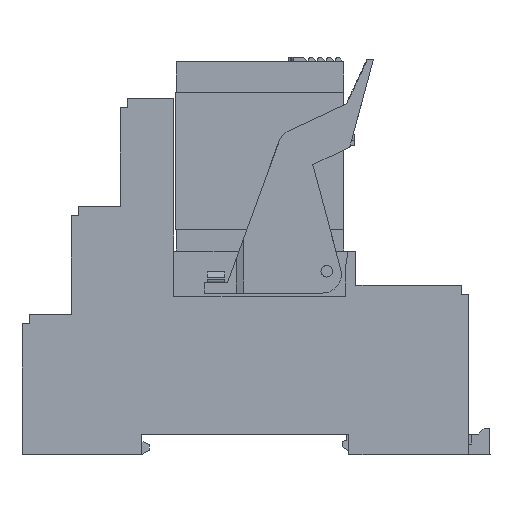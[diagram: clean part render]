
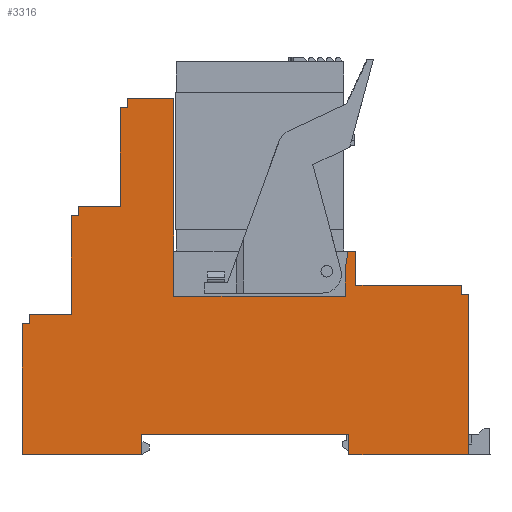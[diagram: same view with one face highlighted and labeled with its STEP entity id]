
A CAD part, left-side view. The second image highlights one B-rep face of the part: STEP entity #3316.
In plain terms, the highlighted planar face has unit normal (-1, 0, 0).
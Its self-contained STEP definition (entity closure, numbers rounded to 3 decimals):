
#3215=AXIS2_PLACEMENT_3D('Plane Axis2P3D',#3212,#3213,#3214) ;
#436=CARTESIAN_POINT('Vertex',(0.,59.75,0.)) ;
#439=CARTESIAN_POINT('Line Origine',(0.,69.95,0.)) ;
#443=CARTESIAN_POINT('Vertex',(0.,80.15,0.)) ;
#468=CARTESIAN_POINT('Line Origine',(0.,80.15,11.2)) ;
#472=CARTESIAN_POINT('Vertex',(0.,80.15,22.4)) ;
#737=CARTESIAN_POINT('Vertex',(0.,78.95,22.4)) ;
#740=CARTESIAN_POINT('Line Origine',(0.,78.95,23.2)) ;
#744=CARTESIAN_POINT('Vertex',(0.,78.95,24.)) ;
#783=CARTESIAN_POINT('Line Origine',(0.,75.35,24.)) ;
#787=CARTESIAN_POINT('Vertex',(0.,71.75,24.)) ;
#1004=CARTESIAN_POINT('Line Origine',(0.,71.75,32.45)) ;
#1008=CARTESIAN_POINT('Vertex',(0.,71.75,40.9)) ;
#1263=CARTESIAN_POINT('Vertex',(0.,70.55,40.9)) ;
#1266=CARTESIAN_POINT('Line Origine',(0.,70.55,41.7)) ;
#1270=CARTESIAN_POINT('Vertex',(0.,70.55,42.5)) ;
#1307=CARTESIAN_POINT('Line Origine',(0.,66.95,42.5)) ;
#1311=CARTESIAN_POINT('Vertex',(0.,63.35,42.5)) ;
#1452=CARTESIAN_POINT('Line Origine',(0.,63.35,50.95)) ;
#1456=CARTESIAN_POINT('Vertex',(0.,63.35,59.4)) ;
#1707=CARTESIAN_POINT('Vertex',(0.,62.15,59.4)) ;
#1710=CARTESIAN_POINT('Line Origine',(0.,62.15,60.2)) ;
#1714=CARTESIAN_POINT('Vertex',(0.,62.15,61.)) ;
#1751=CARTESIAN_POINT('Line Origine',(0.,58.15,61.)) ;
#1755=CARTESIAN_POINT('Vertex',(0.,54.15,61.)) ;
#1896=CARTESIAN_POINT('Line Origine',(0.,54.15,44.05)) ;
#1900=CARTESIAN_POINT('Vertex',(0.,54.15,27.1)) ;
#2231=CARTESIAN_POINT('Vertex',(0.,22.95,29.)) ;
#2234=CARTESIAN_POINT('Line Origine',(0.,13.95,29.)) ;
#2238=CARTESIAN_POINT('Vertex',(0.,4.95,29.)) ;
#2508=CARTESIAN_POINT('Line Origine',(0.,4.95,28.2)) ;
#2512=CARTESIAN_POINT('Vertex',(0.,4.95,27.4)) ;
#2799=CARTESIAN_POINT('Vertex',(0.,3.75,27.4)) ;
#2802=CARTESIAN_POINT('Line Origine',(0.,3.75,13.7)) ;
#2806=CARTESIAN_POINT('Vertex',(0.,3.75,0.)) ;
#3053=CARTESIAN_POINT('Vertex',(0.,24.15,3.5)) ;
#3056=CARTESIAN_POINT('Line Origine',(0.,41.95,3.5)) ;
#3060=CARTESIAN_POINT('Vertex',(0.,59.75,3.5)) ;
#3212=CARTESIAN_POINT('Axis2P3D Location',(0.,0.,0.)) ;
#3217=CARTESIAN_POINT('Line Origine',(0.,24.15,1.75)) ;
#3221=CARTESIAN_POINT('Vertex',(0.,24.15,0.)) ;
#3224=CARTESIAN_POINT('Line Origine',(0.,13.95,0.)) ;
#3229=CARTESIAN_POINT('Line Origine',(0.,4.35,27.4)) ;
#3234=CARTESIAN_POINT('Line Origine',(0.,22.95,31.925)) ;
#3238=CARTESIAN_POINT('Vertex',(0.,22.95,34.85)) ;
#3241=CARTESIAN_POINT('Line Origine',(0.,23.636,34.85)) ;
#3245=CARTESIAN_POINT('Vertex',(0.,24.322,34.85)) ;
#3248=CARTESIAN_POINT('Line Origine',(0.,24.536,33.425)) ;
#3252=CARTESIAN_POINT('Vertex',(0.,24.75,32.)) ;
#3255=CARTESIAN_POINT('Line Origine',(0.,24.75,29.55)) ;
#3259=CARTESIAN_POINT('Vertex',(0.,24.75,27.1)) ;
#3262=CARTESIAN_POINT('Line Origine',(0.,39.45,27.1)) ;
#3267=CARTESIAN_POINT('Line Origine',(0.,62.75,59.4)) ;
#3272=CARTESIAN_POINT('Line Origine',(0.,71.15,40.9)) ;
#3277=CARTESIAN_POINT('Line Origine',(0.,79.55,22.4)) ;
#3282=CARTESIAN_POINT('Line Origine',(0.,59.75,1.75)) ;
#440=DIRECTION('Vector Direction',(0.,1.,0.)) ;
#469=DIRECTION('Vector Direction',(0.,0.,1.)) ;
#741=DIRECTION('Vector Direction',(0.,0.,1.)) ;
#784=DIRECTION('Vector Direction',(0.,-1.,0.)) ;
#1005=DIRECTION('Vector Direction',(0.,0.,1.)) ;
#1267=DIRECTION('Vector Direction',(0.,0.,1.)) ;
#1308=DIRECTION('Vector Direction',(0.,-1.,0.)) ;
#1453=DIRECTION('Vector Direction',(0.,0.,1.)) ;
#1711=DIRECTION('Vector Direction',(0.,0.,1.)) ;
#1752=DIRECTION('Vector Direction',(0.,-1.,0.)) ;
#1897=DIRECTION('Vector Direction',(0.,0.,-1.)) ;
#2235=DIRECTION('Vector Direction',(0.,-1.,0.)) ;
#2509=DIRECTION('Vector Direction',(0.,0.,-1.)) ;
#2803=DIRECTION('Vector Direction',(0.,0.,-1.)) ;
#3057=DIRECTION('Vector Direction',(0.,1.,0.)) ;
#3213=DIRECTION('Axis2P3D Direction',(-1.,0.,0.)) ;
#3214=DIRECTION('Axis2P3D XDirection',(0.,-1.,0.)) ;
#3218=DIRECTION('Vector Direction',(0.,0.,1.)) ;
#3225=DIRECTION('Vector Direction',(0.,1.,0.)) ;
#3230=DIRECTION('Vector Direction',(0.,-1.,0.)) ;
#3235=DIRECTION('Vector Direction',(0.,0.,-1.)) ;
#3242=DIRECTION('Vector Direction',(0.,-1.,0.)) ;
#3249=DIRECTION('Vector Direction',(0.,-0.148,0.989)) ;
#3256=DIRECTION('Vector Direction',(0.,0.,1.)) ;
#3263=DIRECTION('Vector Direction',(0.,-1.,0.)) ;
#3268=DIRECTION('Vector Direction',(0.,-1.,0.)) ;
#3273=DIRECTION('Vector Direction',(0.,-1.,0.)) ;
#3278=DIRECTION('Vector Direction',(0.,-1.,0.)) ;
#3283=DIRECTION('Vector Direction',(0.,0.,-1.)) ;
#441=VECTOR('Line Direction',#440,1.) ;
#470=VECTOR('Line Direction',#469,1.) ;
#742=VECTOR('Line Direction',#741,1.) ;
#785=VECTOR('Line Direction',#784,1.) ;
#1006=VECTOR('Line Direction',#1005,1.) ;
#1268=VECTOR('Line Direction',#1267,1.) ;
#1309=VECTOR('Line Direction',#1308,1.) ;
#1454=VECTOR('Line Direction',#1453,1.) ;
#1712=VECTOR('Line Direction',#1711,1.) ;
#1753=VECTOR('Line Direction',#1752,1.) ;
#1898=VECTOR('Line Direction',#1897,1.) ;
#2236=VECTOR('Line Direction',#2235,1.) ;
#2510=VECTOR('Line Direction',#2509,1.) ;
#2804=VECTOR('Line Direction',#2803,1.) ;
#3058=VECTOR('Line Direction',#3057,1.) ;
#3219=VECTOR('Line Direction',#3218,1.) ;
#3226=VECTOR('Line Direction',#3225,1.) ;
#3231=VECTOR('Line Direction',#3230,1.) ;
#3236=VECTOR('Line Direction',#3235,1.) ;
#3243=VECTOR('Line Direction',#3242,1.) ;
#3250=VECTOR('Line Direction',#3249,1.) ;
#3257=VECTOR('Line Direction',#3256,1.) ;
#3264=VECTOR('Line Direction',#3263,1.) ;
#3269=VECTOR('Line Direction',#3268,1.) ;
#3274=VECTOR('Line Direction',#3273,1.) ;
#3279=VECTOR('Line Direction',#3278,1.) ;
#3284=VECTOR('Line Direction',#3283,1.) ;
#3288=ORIENTED_EDGE('',*,*,#3223,.T.) ;
#3289=ORIENTED_EDGE('',*,*,#3228,.T.) ;
#3290=ORIENTED_EDGE('',*,*,#2808,.T.) ;
#3291=ORIENTED_EDGE('',*,*,#3233,.T.) ;
#3292=ORIENTED_EDGE('',*,*,#2514,.T.) ;
#3293=ORIENTED_EDGE('',*,*,#2240,.T.) ;
#3294=ORIENTED_EDGE('',*,*,#3240,.T.) ;
#3295=ORIENTED_EDGE('',*,*,#3247,.T.) ;
#3296=ORIENTED_EDGE('',*,*,#3254,.T.) ;
#3297=ORIENTED_EDGE('',*,*,#3261,.T.) ;
#3298=ORIENTED_EDGE('',*,*,#3266,.T.) ;
#3299=ORIENTED_EDGE('',*,*,#1902,.T.) ;
#3300=ORIENTED_EDGE('',*,*,#1757,.T.) ;
#3301=ORIENTED_EDGE('',*,*,#1716,.T.) ;
#3302=ORIENTED_EDGE('',*,*,#3271,.T.) ;
#3303=ORIENTED_EDGE('',*,*,#1458,.T.) ;
#3304=ORIENTED_EDGE('',*,*,#1313,.T.) ;
#3305=ORIENTED_EDGE('',*,*,#1272,.T.) ;
#3306=ORIENTED_EDGE('',*,*,#3276,.T.) ;
#3307=ORIENTED_EDGE('',*,*,#1010,.T.) ;
#3308=ORIENTED_EDGE('',*,*,#789,.T.) ;
#3309=ORIENTED_EDGE('',*,*,#746,.T.) ;
#3310=ORIENTED_EDGE('',*,*,#3281,.T.) ;
#3311=ORIENTED_EDGE('',*,*,#474,.T.) ;
#3312=ORIENTED_EDGE('',*,*,#445,.T.) ;
#3313=ORIENTED_EDGE('',*,*,#3286,.T.) ;
#3314=ORIENTED_EDGE('',*,*,#3062,.T.) ;
#3316=ADVANCED_FACE('DRIKIT',(#3315),#3216,.T.) ;
#445=EDGE_CURVE('',#444,#437,#442,.F.) ;
#474=EDGE_CURVE('',#473,#444,#471,.F.) ;
#746=EDGE_CURVE('',#745,#738,#743,.F.) ;
#789=EDGE_CURVE('',#788,#745,#786,.F.) ;
#1010=EDGE_CURVE('',#1009,#788,#1007,.F.) ;
#1272=EDGE_CURVE('',#1271,#1264,#1269,.F.) ;
#1313=EDGE_CURVE('',#1312,#1271,#1310,.F.) ;
#1458=EDGE_CURVE('',#1457,#1312,#1455,.F.) ;
#1716=EDGE_CURVE('',#1715,#1708,#1713,.F.) ;
#1757=EDGE_CURVE('',#1756,#1715,#1754,.F.) ;
#1902=EDGE_CURVE('',#1901,#1756,#1899,.F.) ;
#2240=EDGE_CURVE('',#2239,#2232,#2237,.F.) ;
#2514=EDGE_CURVE('',#2513,#2239,#2511,.F.) ;
#2808=EDGE_CURVE('',#2807,#2800,#2805,.F.) ;
#3062=EDGE_CURVE('',#3061,#3054,#3059,.F.) ;
#3223=EDGE_CURVE('',#3054,#3222,#3220,.F.) ;
#3228=EDGE_CURVE('',#3222,#2807,#3227,.F.) ;
#3233=EDGE_CURVE('',#2800,#2513,#3232,.F.) ;
#3240=EDGE_CURVE('',#2232,#3239,#3237,.F.) ;
#3247=EDGE_CURVE('',#3239,#3246,#3244,.F.) ;
#3254=EDGE_CURVE('',#3246,#3253,#3251,.F.) ;
#3261=EDGE_CURVE('',#3253,#3260,#3258,.F.) ;
#3266=EDGE_CURVE('',#3260,#1901,#3265,.F.) ;
#3271=EDGE_CURVE('',#1708,#1457,#3270,.F.) ;
#3276=EDGE_CURVE('',#1264,#1009,#3275,.F.) ;
#3281=EDGE_CURVE('',#738,#473,#3280,.F.) ;
#3286=EDGE_CURVE('',#437,#3061,#3285,.F.) ;
#3287=EDGE_LOOP('',(#3288,#3289,#3290,#3291,#3292,#3293,#3294,#3295,#3296,#3297,#3298,#3299,#3300,#3301,#3302,#3303,#3304,#3305,#3306,#3307,#3308,#3309,#3310,#3311,#3312,#3313,#3314)) ;
#3315=FACE_OUTER_BOUND('',#3287,.T.) ;
#442=LINE('Line',#439,#441) ;
#471=LINE('Line',#468,#470) ;
#743=LINE('Line',#740,#742) ;
#786=LINE('Line',#783,#785) ;
#1007=LINE('Line',#1004,#1006) ;
#1269=LINE('Line',#1266,#1268) ;
#1310=LINE('Line',#1307,#1309) ;
#1455=LINE('Line',#1452,#1454) ;
#1713=LINE('Line',#1710,#1712) ;
#1754=LINE('Line',#1751,#1753) ;
#1899=LINE('Line',#1896,#1898) ;
#2237=LINE('Line',#2234,#2236) ;
#2511=LINE('Line',#2508,#2510) ;
#2805=LINE('Line',#2802,#2804) ;
#3059=LINE('Line',#3056,#3058) ;
#3220=LINE('Line',#3217,#3219) ;
#3227=LINE('Line',#3224,#3226) ;
#3232=LINE('Line',#3229,#3231) ;
#3237=LINE('Line',#3234,#3236) ;
#3244=LINE('Line',#3241,#3243) ;
#3251=LINE('Line',#3248,#3250) ;
#3258=LINE('Line',#3255,#3257) ;
#3265=LINE('Line',#3262,#3264) ;
#3270=LINE('Line',#3267,#3269) ;
#3275=LINE('Line',#3272,#3274) ;
#3280=LINE('Line',#3277,#3279) ;
#3285=LINE('Line',#3282,#3284) ;
#3216=PLANE('',#3215) ;
#437=VERTEX_POINT('',#436) ;
#444=VERTEX_POINT('',#443) ;
#473=VERTEX_POINT('',#472) ;
#738=VERTEX_POINT('',#737) ;
#745=VERTEX_POINT('',#744) ;
#788=VERTEX_POINT('',#787) ;
#1009=VERTEX_POINT('',#1008) ;
#1264=VERTEX_POINT('',#1263) ;
#1271=VERTEX_POINT('',#1270) ;
#1312=VERTEX_POINT('',#1311) ;
#1457=VERTEX_POINT('',#1456) ;
#1708=VERTEX_POINT('',#1707) ;
#1715=VERTEX_POINT('',#1714) ;
#1756=VERTEX_POINT('',#1755) ;
#1901=VERTEX_POINT('',#1900) ;
#2232=VERTEX_POINT('',#2231) ;
#2239=VERTEX_POINT('',#2238) ;
#2513=VERTEX_POINT('',#2512) ;
#2800=VERTEX_POINT('',#2799) ;
#2807=VERTEX_POINT('',#2806) ;
#3054=VERTEX_POINT('',#3053) ;
#3061=VERTEX_POINT('',#3060) ;
#3222=VERTEX_POINT('',#3221) ;
#3239=VERTEX_POINT('',#3238) ;
#3246=VERTEX_POINT('',#3245) ;
#3253=VERTEX_POINT('',#3252) ;
#3260=VERTEX_POINT('',#3259) ;
